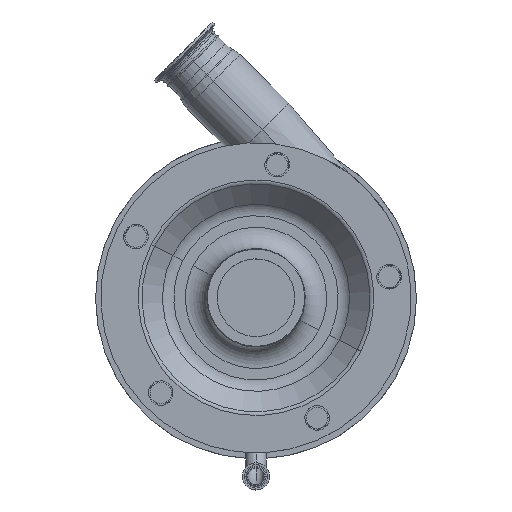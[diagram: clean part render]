
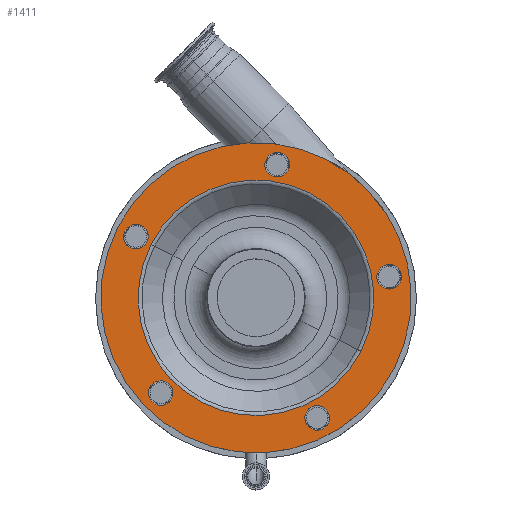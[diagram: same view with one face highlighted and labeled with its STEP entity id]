
A CAD part, top view. The second image highlights one B-rep face of the part: STEP entity #1411.
In plain terms, the highlighted planar face has unit normal (0, 0, 1).
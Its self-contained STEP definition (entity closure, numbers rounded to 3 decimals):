
#286 = EDGE_CURVE ( 'NONE', #1749, #12040, #13330, .T. ) ;
#314 = DIRECTION ( 'NONE',  ( 0., 0., 1. ) ) ;
#454 = DIRECTION ( 'NONE',  ( -0.891, 0.454, 0. ) ) ;
#653 = AXIS2_PLACEMENT_3D ( 'NONE', #11788, #19558, #19661 ) ;
#670 = EDGE_CURVE ( 'NONE', #20524, #13954, #2398, .T. ) ;
#879 = AXIS2_PLACEMENT_3D ( 'NONE', #11878, #10609, #12176 ) ;
#893 = FACE_BOUND ( 'NONE', #17132, .T. ) ;
#950 = CARTESIAN_POINT ( 'NONE',  ( -112.267, 57.203, 295. ) ) ;
#1054 = DIRECTION ( 'NONE',  ( -0.891, 0.454, 0. ) ) ;
#1411 = ADVANCED_FACE ( 'NONE', ( #13562, #4014, #15120, #893, #19565, #19877, #15219 ), #3700, .T. ) ;
#1548 = DIRECTION ( 'NONE',  ( 0., 0., 1. ) ) ;
#1554 = CIRCLE ( 'NONE', #1887, 11.5 ) ;
#1682 = EDGE_CURVE ( 'NONE', #13934, #8470, #7707, .T. ) ;
#1685 = VERTEX_POINT ( 'NONE', #14786 ) ;
#1749 = VERTEX_POINT ( 'NONE', #17779 ) ;
#1887 = AXIS2_PLACEMENT_3D ( 'NONE', #17515, #1548, #10982 ) ;
#2126 = CIRCLE ( 'NONE', #15072, 11.5 ) ;
#2343 = CARTESIAN_POINT ( 'NONE',  ( -89.095, -89.095, 295. ) ) ;
#2398 = CIRCLE ( 'NONE', #12329, 110.071 ) ;
#2524 = AXIS2_PLACEMENT_3D ( 'NONE', #950, #15277, #1054 ) ;
#2536 = EDGE_CURVE ( 'NONE', #8470, #13934, #14690, .T. ) ;
#2861 = CARTESIAN_POINT ( 'NONE',  ( -78.849, -94.316, 295. ) ) ;
#2979 = CARTESIAN_POINT ( 'NONE',  ( 0., 0., 295. ) ) ;
#3125 = DIRECTION ( 'NONE',  ( 0., 0., 1. ) ) ;
#3415 = CARTESIAN_POINT ( 'NONE',  ( 46.956, -107.046, 295. ) ) ;
#3534 = ORIENTED_EDGE ( 'NONE', *, *, #3592, .F. ) ;
#3592 = EDGE_CURVE ( 'NONE', #14701, #16763, #2126, .T. ) ;
#3635 = EDGE_LOOP ( 'NONE', ( #16604, #7350 ) ) ;
#3700 = PLANE ( 'NONE',  #11347 ) ;
#3882 = CARTESIAN_POINT ( 'NONE',  ( 67.449, -117.488, 295. ) ) ;
#4014 = FACE_BOUND ( 'NONE', #8371, .T. ) ;
#4179 = AXIS2_PLACEMENT_3D ( 'NONE', #14543, #314, #6645 ) ;
#4276 = CIRCLE ( 'NONE', #17513, 145. ) ;
#4418 = CARTESIAN_POINT ( 'NONE',  ( 9.464, 129.67, 295. ) ) ;
#4429 = DIRECTION ( 'NONE',  ( 0., 0., 1. ) ) ;
#4476 = ORIENTED_EDGE ( 'NONE', *, *, #670, .F. ) ;
#4485 = EDGE_CURVE ( 'NONE', #4643, #19195, #11463, .T. ) ;
#4643 = VERTEX_POINT ( 'NONE', #7478 ) ;
#4841 = CIRCLE ( 'NONE', #879, 11.5 ) ;
#5024 = DIRECTION ( 'NONE',  ( -0.891, 0.454, 0. ) ) ;
#5160 = EDGE_CURVE ( 'NONE', #20101, #10055, #4841, .T. ) ;
#5664 = DIRECTION ( 'NONE',  ( 0., -1., 0. ) ) ;
#6638 = EDGE_CURVE ( 'NONE', #19195, #4643, #9467, .T. ) ;
#6645 = DIRECTION ( 'NONE',  ( -0.891, 0.454, 0. ) ) ;
#6911 = DIRECTION ( 'NONE',  ( 0., 0., 1. ) ) ;
#7041 = ORIENTED_EDGE ( 'NONE', *, *, #16977, .T. ) ;
#7222 = DIRECTION ( 'NONE',  ( 0., 0., 1. ) ) ;
#7350 = ORIENTED_EDGE ( 'NONE', *, *, #6638, .F. ) ;
#7478 = CARTESIAN_POINT ( 'NONE',  ( -122.513, 62.424, 295. ) ) ;
#7566 = DIRECTION ( 'NONE',  ( 0., 0., 1. ) ) ;
#7690 = EDGE_CURVE ( 'NONE', #12040, #1749, #1554, .T. ) ;
#7707 = CIRCLE ( 'NONE', #10352, 11.5 ) ;
#8371 = EDGE_LOOP ( 'NONE', ( #15959, #3534 ) ) ;
#8403 = CARTESIAN_POINT ( 'NONE',  ( 29.957, 119.228, 295. ) ) ;
#8437 = DIRECTION ( 'NONE',  ( 0., 0., 1. ) ) ;
#8470 = VERTEX_POINT ( 'NONE', #3415 ) ;
#8748 = ORIENTED_EDGE ( 'NONE', *, *, #11482, .F. ) ;
#8821 = CARTESIAN_POINT ( 'NONE',  ( -89.095, -89.095, 295. ) ) ;
#9195 = DIRECTION ( 'NONE',  ( -0.891, 0.454, 0. ) ) ;
#9467 = CIRCLE ( 'NONE', #4179, 11.5 ) ;
#9545 = DIRECTION ( 'NONE',  ( -0.891, 0.454, 0. ) ) ;
#9739 = CIRCLE ( 'NONE', #10411, 11.5 ) ;
#9778 = CARTESIAN_POINT ( 'NONE',  ( -99.342, -83.875, 295. ) ) ;
#10055 = VERTEX_POINT ( 'NONE', #8403 ) ;
#10207 = EDGE_CURVE ( 'NONE', #10055, #20101, #18168, .T. ) ;
#10222 = CARTESIAN_POINT ( 'NONE',  ( -129.196, 65.829, 295. ) ) ;
#10352 = AXIS2_PLACEMENT_3D ( 'NONE', #15377, #8437, #454 ) ;
#10411 = AXIS2_PLACEMENT_3D ( 'NONE', #8821, #16125, #5024 ) ;
#10493 = CARTESIAN_POINT ( 'NONE',  ( -98.074, 49.971, 295. ) ) ;
#10609 = DIRECTION ( 'NONE',  ( 0., 0., 1. ) ) ;
#10982 = DIRECTION ( 'NONE',  ( -0.891, 0.454, 0. ) ) ;
#10987 = CARTESIAN_POINT ( 'NONE',  ( 134.695, 14.49, 295. ) ) ;
#11347 = AXIS2_PLACEMENT_3D ( 'NONE', #10222, #7222, #5664 ) ;
#11352 = EDGE_CURVE ( 'NONE', #1685, #12306, #4276, .T. ) ;
#11463 = CIRCLE ( 'NONE', #2524, 11.5 ) ;
#11482 = EDGE_CURVE ( 'NONE', #13954, #20524, #17545, .T. ) ;
#11788 = CARTESIAN_POINT ( 'NONE',  ( 0., 0., 295. ) ) ;
#11801 = CARTESIAN_POINT ( 'NONE',  ( 0., 0., 295. ) ) ;
#11878 = CARTESIAN_POINT ( 'NONE',  ( 19.711, 124.449, 295. ) ) ;
#12040 = VERTEX_POINT ( 'NONE', #10987 ) ;
#12171 = ORIENTED_EDGE ( 'NONE', *, *, #11352, .T. ) ;
#12176 = DIRECTION ( 'NONE',  ( -0.891, 0.454, 0. ) ) ;
#12285 = AXIS2_PLACEMENT_3D ( 'NONE', #16097, #3125, #9545 ) ;
#12306 = VERTEX_POINT ( 'NONE', #15038 ) ;
#12314 = AXIS2_PLACEMENT_3D ( 'NONE', #16596, #19704, #18146 ) ;
#12329 = AXIS2_PLACEMENT_3D ( 'NONE', #11801, #6911, #13256 ) ;
#12632 = CIRCLE ( 'NONE', #12285, 145. ) ;
#13256 = DIRECTION ( 'NONE',  ( -0.891, 0.454, 0. ) ) ;
#13330 = CIRCLE ( 'NONE', #12314, 11.5 ) ;
#13455 = EDGE_LOOP ( 'NONE', ( #17334, #16038 ) ) ;
#13553 = DIRECTION ( 'NONE',  ( 0., 0., 1. ) ) ;
#13562 = FACE_OUTER_BOUND ( 'NONE', #16891, .T. ) ;
#13849 = EDGE_LOOP ( 'NONE', ( #15960, #19179 ) ) ;
#13934 = VERTEX_POINT ( 'NONE', #3882 ) ;
#13954 = VERTEX_POINT ( 'NONE', #19437 ) ;
#14543 = CARTESIAN_POINT ( 'NONE',  ( -112.267, 57.203, 295. ) ) ;
#14690 = CIRCLE ( 'NONE', #17332, 11.5 ) ;
#14701 = VERTEX_POINT ( 'NONE', #2861 ) ;
#14786 = CARTESIAN_POINT ( 'NONE',  ( -129.196, 65.829, 295. ) ) ;
#15038 = CARTESIAN_POINT ( 'NONE',  ( 129.196, -65.829, 295. ) ) ;
#15072 = AXIS2_PLACEMENT_3D ( 'NONE', #2343, #13553, #18301 ) ;
#15120 = FACE_BOUND ( 'NONE', #13455, .T. ) ;
#15151 = ORIENTED_EDGE ( 'NONE', *, *, #7690, .F. ) ;
#15219 = FACE_BOUND ( 'NONE', #20470, .T. ) ;
#15277 = DIRECTION ( 'NONE',  ( 0., 0., 1. ) ) ;
#15377 = CARTESIAN_POINT ( 'NONE',  ( 57.203, -112.267, 295. ) ) ;
#15530 = AXIS2_PLACEMENT_3D ( 'NONE', #16909, #7566, #20124 ) ;
#15959 = ORIENTED_EDGE ( 'NONE', *, *, #18011, .F. ) ;
#15960 = ORIENTED_EDGE ( 'NONE', *, *, #5160, .F. ) ;
#16038 = ORIENTED_EDGE ( 'NONE', *, *, #1682, .F. ) ;
#16097 = CARTESIAN_POINT ( 'NONE',  ( 0., 0., 295. ) ) ;
#16125 = DIRECTION ( 'NONE',  ( 0., 0., 1. ) ) ;
#16596 = CARTESIAN_POINT ( 'NONE',  ( 124.449, 19.711, 295. ) ) ;
#16599 = DIRECTION ( 'NONE',  ( 0., 0., 1. ) ) ;
#16604 = ORIENTED_EDGE ( 'NONE', *, *, #4485, .F. ) ;
#16624 = CARTESIAN_POINT ( 'NONE',  ( -102.02, 51.982, 295. ) ) ;
#16700 = CARTESIAN_POINT ( 'NONE',  ( 57.203, -112.267, 295. ) ) ;
#16763 = VERTEX_POINT ( 'NONE', #9778 ) ;
#16891 = EDGE_LOOP ( 'NONE', ( #12171, #7041 ) ) ;
#16909 = CARTESIAN_POINT ( 'NONE',  ( 19.711, 124.449, 295. ) ) ;
#16977 = EDGE_CURVE ( 'NONE', #12306, #1685, #12632, .T. ) ;
#17132 = EDGE_LOOP ( 'NONE', ( #17371, #15151 ) ) ;
#17332 = AXIS2_PLACEMENT_3D ( 'NONE', #16700, #16599, #17943 ) ;
#17334 = ORIENTED_EDGE ( 'NONE', *, *, #2536, .F. ) ;
#17371 = ORIENTED_EDGE ( 'NONE', *, *, #286, .F. ) ;
#17513 = AXIS2_PLACEMENT_3D ( 'NONE', #2979, #4429, #9195 ) ;
#17515 = CARTESIAN_POINT ( 'NONE',  ( 124.449, 19.711, 295. ) ) ;
#17545 = CIRCLE ( 'NONE', #653, 110.071 ) ;
#17779 = CARTESIAN_POINT ( 'NONE',  ( 114.202, 24.932, 295. ) ) ;
#17943 = DIRECTION ( 'NONE',  ( -0.891, 0.454, 0. ) ) ;
#18011 = EDGE_CURVE ( 'NONE', #16763, #14701, #9739, .T. ) ;
#18146 = DIRECTION ( 'NONE',  ( -0.891, 0.454, 0. ) ) ;
#18168 = CIRCLE ( 'NONE', #15530, 11.5 ) ;
#18301 = DIRECTION ( 'NONE',  ( -0.891, 0.454, 0. ) ) ;
#19179 = ORIENTED_EDGE ( 'NONE', *, *, #10207, .F. ) ;
#19195 = VERTEX_POINT ( 'NONE', #16624 ) ;
#19437 = CARTESIAN_POINT ( 'NONE',  ( 98.074, -49.971, 295. ) ) ;
#19558 = DIRECTION ( 'NONE',  ( 0., 0., 1. ) ) ;
#19565 = FACE_BOUND ( 'NONE', #13849, .T. ) ;
#19661 = DIRECTION ( 'NONE',  ( -0.891, 0.454, 0. ) ) ;
#19704 = DIRECTION ( 'NONE',  ( 0., 0., 1. ) ) ;
#19877 = FACE_BOUND ( 'NONE', #3635, .T. ) ;
#20101 = VERTEX_POINT ( 'NONE', #4418 ) ;
#20124 = DIRECTION ( 'NONE',  ( -0.891, 0.454, 0. ) ) ;
#20470 = EDGE_LOOP ( 'NONE', ( #4476, #8748 ) ) ;
#20524 = VERTEX_POINT ( 'NONE', #10493 ) ;
